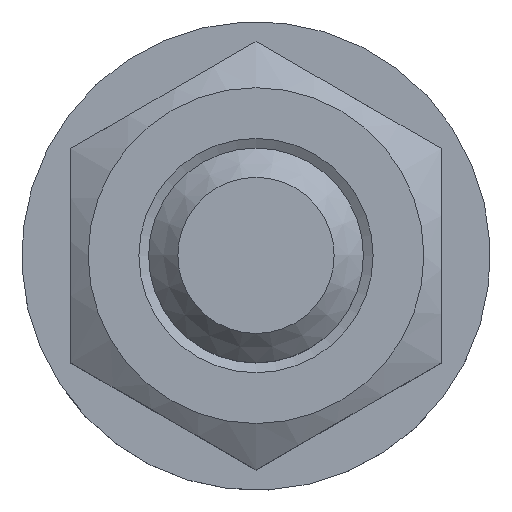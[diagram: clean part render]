
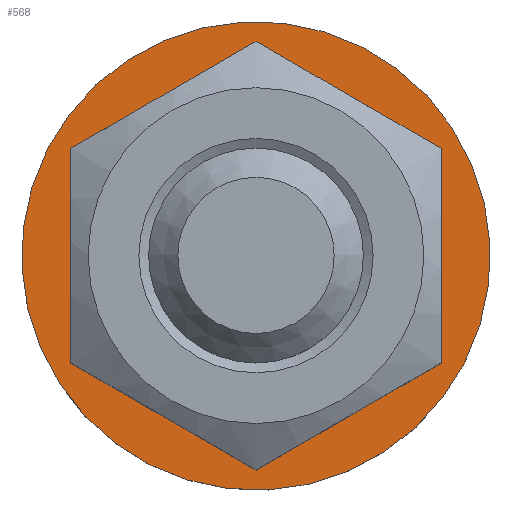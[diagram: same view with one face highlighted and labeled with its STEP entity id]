
A CAD part, top view. The second image highlights one B-rep face of the part: STEP entity #568.
In plain terms, the highlighted planar face has unit normal (0, 0, 1).
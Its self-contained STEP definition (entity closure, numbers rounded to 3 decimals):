
#261=CARTESIAN_POINT('',(7.448,-4.3,54.5));
#262=VERTEX_POINT('',#261);
#263=CARTESIAN_POINT('',(0.,0.,54.5));
#264=DIRECTION('',(0.,0.,-1.));
#265=DIRECTION('',(0.866,-0.5,0.));
#266=AXIS2_PLACEMENT_3D('',#263,#264,#265);
#267=CIRCLE('',#266,8.6);
#268=EDGE_CURVE('',#262,#262,#267,.T.);
#533=CARTESIAN_POINT('',(11.688,2.718,54.5));
#534=VERTEX_POINT('',#533);
#535=CARTESIAN_POINT('',(0.0,0.0,54.5));
#536=DIRECTION('',(0.0,0.0,1.0));
#537=DIRECTION('',(-0.974,-0.227,0.0));
#538=AXIS2_PLACEMENT_3D('',#535,#536,#537);
#539=CIRCLE('',#538,12.0);
#540=EDGE_CURVE('',#534,#534,#539,.T.);
#557=CARTESIAN_POINT('',(0.0,0.0,54.5));
#558=DIRECTION('',(0.0,0.0,1.0));
#559=DIRECTION('',(-0.974,-0.227,0.0));
#560=AXIS2_PLACEMENT_3D('',#557,#558,#559);
#561=PLANE('',#560);
#562=ORIENTED_EDGE('',*,*,#540,.T.);
#563=EDGE_LOOP('',(#562));
#564=FACE_OUTER_BOUND('',#563,.T.);
#565=ORIENTED_EDGE('',*,*,#268,.T.);
#566=EDGE_LOOP('',(#565));
#567=FACE_BOUND('',#566,.T.);
#568=ADVANCED_FACE('',(#564,#567),#561,.T.);
